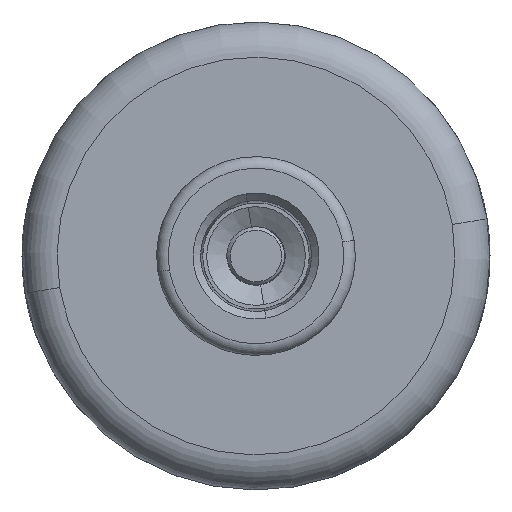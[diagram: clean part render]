
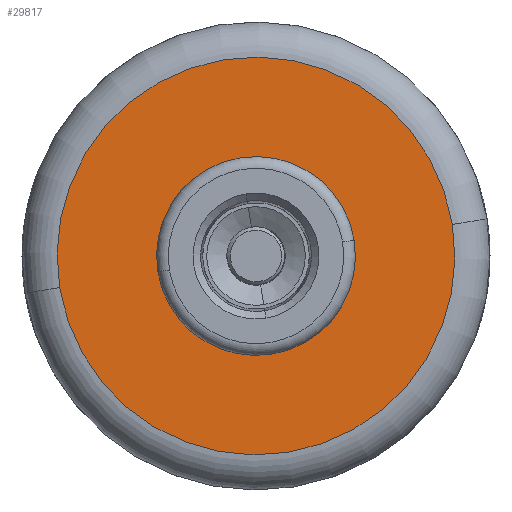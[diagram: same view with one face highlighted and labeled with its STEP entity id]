
A CAD part, front view. The second image highlights one B-rep face of the part: STEP entity #29817.
In plain terms, the highlighted planar face has unit normal (0, -1, 0).
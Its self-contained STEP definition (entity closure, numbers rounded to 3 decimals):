
#943 = DIRECTION ( 'NONE',  ( 0., -1., 0. ) ) ;
#1165 = VERTEX_POINT ( 'NONE', #11807 ) ;
#1843 = EDGE_CURVE ( 'NONE', #29722, #10074, #27727, .T. ) ;
#2302 = DIRECTION ( 'NONE',  ( 0., -1., 0. ) ) ;
#4184 = CIRCLE ( 'NONE', #21281, 8.5 ) ;
#4493 = FACE_BOUND ( 'NONE', #20019, .T. ) ;
#5248 = AXIS2_PLACEMENT_3D ( 'NONE', #12551, #31533, #15279 ) ;
#10074 = VERTEX_POINT ( 'NONE', #31604 ) ;
#10833 = CARTESIAN_POINT ( 'NONE',  ( -17., -9., 0. ) ) ;
#11807 = CARTESIAN_POINT ( 'NONE',  ( -8.5, -9., 0. ) ) ;
#12551 = CARTESIAN_POINT ( 'NONE',  ( 0., -9., 0. ) ) ;
#12597 = FACE_OUTER_BOUND ( 'NONE', #28581, .T. ) ;
#13931 = DIRECTION ( 'NONE',  ( 0., -1., 0. ) ) ;
#15027 = CARTESIAN_POINT ( 'NONE',  ( 0., -9., 0. ) ) ;
#15253 = CIRCLE ( 'NONE', #34966, 8.5 ) ;
#15279 = DIRECTION ( 'NONE',  ( 1., 0., 0. ) ) ;
#16735 = EDGE_CURVE ( 'NONE', #10074, #29722, #25989, .T. ) ;
#17257 = CARTESIAN_POINT ( 'NONE',  ( 0., -9., 0. ) ) ;
#17776 = DIRECTION ( 'NONE',  ( 1., 0., 0. ) ) ;
#18718 = EDGE_CURVE ( 'NONE', #25733, #1165, #4184, .T. ) ;
#19137 = ORIENTED_EDGE ( 'NONE', *, *, #27773, .F. ) ;
#19998 = DIRECTION ( 'NONE',  ( 1., 0., 0. ) ) ;
#20019 = EDGE_LOOP ( 'NONE', ( #33602, #19137 ) ) ;
#21281 = AXIS2_PLACEMENT_3D ( 'NONE', #30224, #13931, #32914 ) ;
#21348 = DIRECTION ( 'NONE',  ( 1., 0., 0. ) ) ;
#21867 = ORIENTED_EDGE ( 'NONE', *, *, #16735, .T. ) ;
#22047 = ORIENTED_EDGE ( 'NONE', *, *, #1843, .T. ) ;
#23464 = AXIS2_PLACEMENT_3D ( 'NONE', #15027, #34044, #17776 ) ;
#24606 = PLANE ( 'NONE',  #34446 ) ;
#25733 = VERTEX_POINT ( 'NONE', #29414 ) ;
#25989 = CIRCLE ( 'NONE', #5248, 17. ) ;
#27727 = CIRCLE ( 'NONE', #23464, 17. ) ;
#27773 = EDGE_CURVE ( 'NONE', #1165, #25733, #15253, .T. ) ;
#28581 = EDGE_LOOP ( 'NONE', ( #21867, #22047 ) ) ;
#29414 = CARTESIAN_POINT ( 'NONE',  ( 8.5, -9., 0. ) ) ;
#29722 = VERTEX_POINT ( 'NONE', #10833 ) ;
#29817 = ADVANCED_FACE ( 'NONE', ( #12597, #4493 ), #24606, .T. ) ;
#30224 = CARTESIAN_POINT ( 'NONE',  ( 0., -9., 0. ) ) ;
#31533 = DIRECTION ( 'NONE',  ( 0., -1., 0. ) ) ;
#31604 = CARTESIAN_POINT ( 'NONE',  ( 17., -9., 0. ) ) ;
#32914 = DIRECTION ( 'NONE',  ( 1., 0., 0. ) ) ;
#33602 = ORIENTED_EDGE ( 'NONE', *, *, #18718, .F. ) ;
#34044 = DIRECTION ( 'NONE',  ( 0., -1., 0. ) ) ;
#34446 = AXIS2_PLACEMENT_3D ( 'NONE', #34864, #2302, #21348 ) ;
#34864 = CARTESIAN_POINT ( 'NONE',  ( 17., -9., 0. ) ) ;
#34966 = AXIS2_PLACEMENT_3D ( 'NONE', #17257, #943, #19998 ) ;
